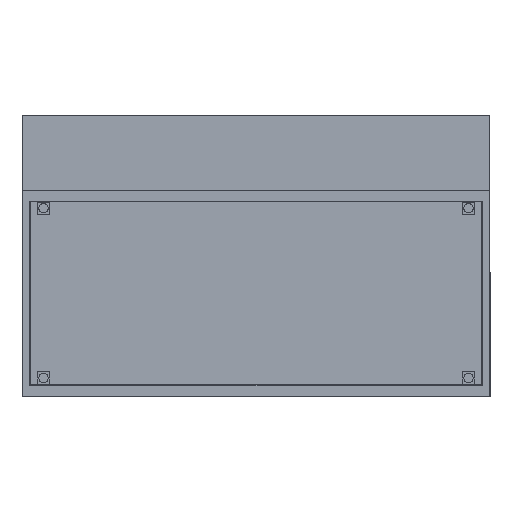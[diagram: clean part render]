
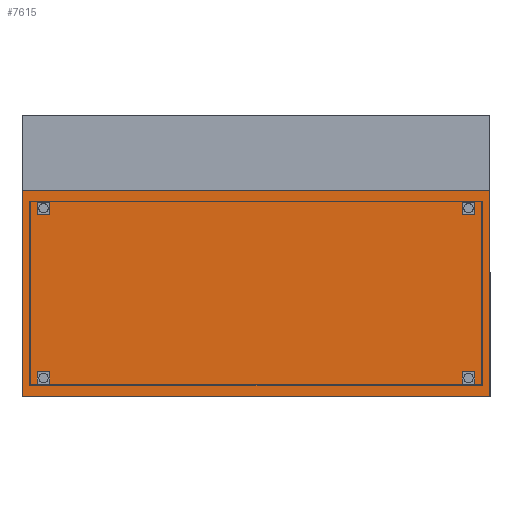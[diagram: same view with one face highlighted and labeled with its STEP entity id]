
A CAD part, front view. The second image highlights one B-rep face of the part: STEP entity #7615.
In plain terms, the highlighted planar face has unit normal (0, -1, 0).
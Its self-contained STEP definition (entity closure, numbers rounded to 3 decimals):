
#262=FACE_OUTER_BOUND('',#719,.T.);
#719=EDGE_LOOP('',(#5225,#5226,#5227,#5228));
#1254=LINE('',#10932,#2269);
#1257=LINE('',#10938,#2272);
#1260=LINE('',#10944,#2275);
#1263=LINE('',#10948,#2278);
#2269=VECTOR('',#8826,10.);
#2272=VECTOR('',#8831,10.);
#2275=VECTOR('',#8836,10.);
#2278=VECTOR('',#8841,10.);
#3244=VERTEX_POINT('',#10929);
#3245=VERTEX_POINT('',#10931);
#3247=VERTEX_POINT('',#10937);
#3249=VERTEX_POINT('',#10943);
#4008=EDGE_CURVE('',#3245,#3244,#1254,.T.);
#4011=EDGE_CURVE('',#3247,#3245,#1257,.T.);
#4014=EDGE_CURVE('',#3249,#3247,#1260,.T.);
#4017=EDGE_CURVE('',#3244,#3249,#1263,.T.);
#5225=ORIENTED_EDGE('',*,*,#4017,.T.);
#5226=ORIENTED_EDGE('',*,*,#4014,.T.);
#5227=ORIENTED_EDGE('',*,*,#4011,.T.);
#5228=ORIENTED_EDGE('',*,*,#4008,.T.);
#7190=PLANE('',#8137);
#7615=ADVANCED_FACE('',(#262),#7190,.T.);
#8137=AXIS2_PLACEMENT_3D('',#10949,#8842,#8843);
#8826=DIRECTION('',(1.,0.,0.));
#8831=DIRECTION('',(0.,0.,-1.));
#8836=DIRECTION('',(-1.,0.,0.));
#8841=DIRECTION('',(0.,0.,1.));
#8842=DIRECTION('center_axis',(0.,-1.,0.));
#8843=DIRECTION('ref_axis',(0.,0.,-1.));
#10929=CARTESIAN_POINT('',(750.,-360.,-451.));
#10931=CARTESIAN_POINT('',(-750.,-360.,-451.));
#10932=CARTESIAN_POINT('',(-750.,-360.,-451.));
#10937=CARTESIAN_POINT('',(-750.,-360.,211.));
#10938=CARTESIAN_POINT('',(-750.,-360.,451.));
#10943=CARTESIAN_POINT('',(750.,-360.,211.));
#10944=CARTESIAN_POINT('',(750.,-360.,211.));
#10948=CARTESIAN_POINT('',(750.,-360.,-451.));
#10949=CARTESIAN_POINT('Origin',(0.,-360.,-120.));
